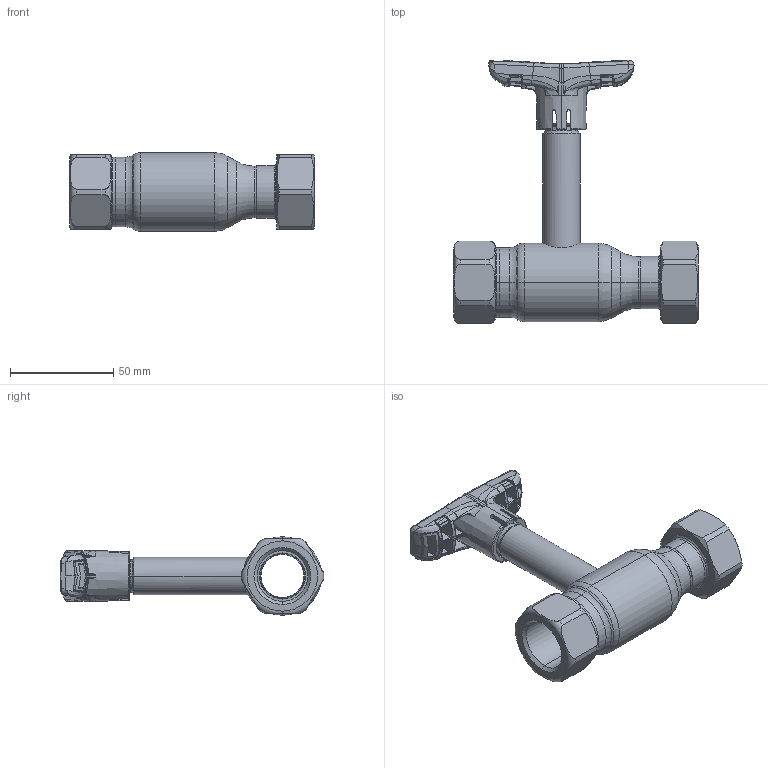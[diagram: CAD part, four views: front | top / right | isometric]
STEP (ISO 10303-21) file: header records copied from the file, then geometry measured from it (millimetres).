
FILE_DESCRIPTION (( 'STEP AP214' ), '1' );
FILE_NAME ('2020002201-0400.step', '2023-12-18T10:03:34', ( '' ), ( '' ), 'SwSTEP 2.0', 'SolidWorks 2021', '' );
FILE_SCHEMA (( 'AUTOMOTIVE_DESIGN' ));
Length unit declared in the file: millimetre
Products named in the file (1): 2020002201-0400
Bounding box: 118.1 x 127.48 x 38 mm (x, y, z)
Surface area: 32103 mm2 (no closed solid volume)
Topology: 0 solids, 9 shells, 719 faces, 2075 edges, 1286 vertices
Faces by surface type: bspline 537, plane 62, cylinder 54, cone 29, torus 25, sphere 12
Entity records: 54369 total; most frequent: CARTESIAN_POINT 32441, ORIENTED_EDGE 3635, EDGE_CURVE 2065, DIRECTION 1536, B_SPLINE_CURVE_WITH_KNOTS 1384, VERTEX_POINT 1282, EDGE_LOOP 730, UNCERTAINTY_MEASURE_WITH_UNIT 721
